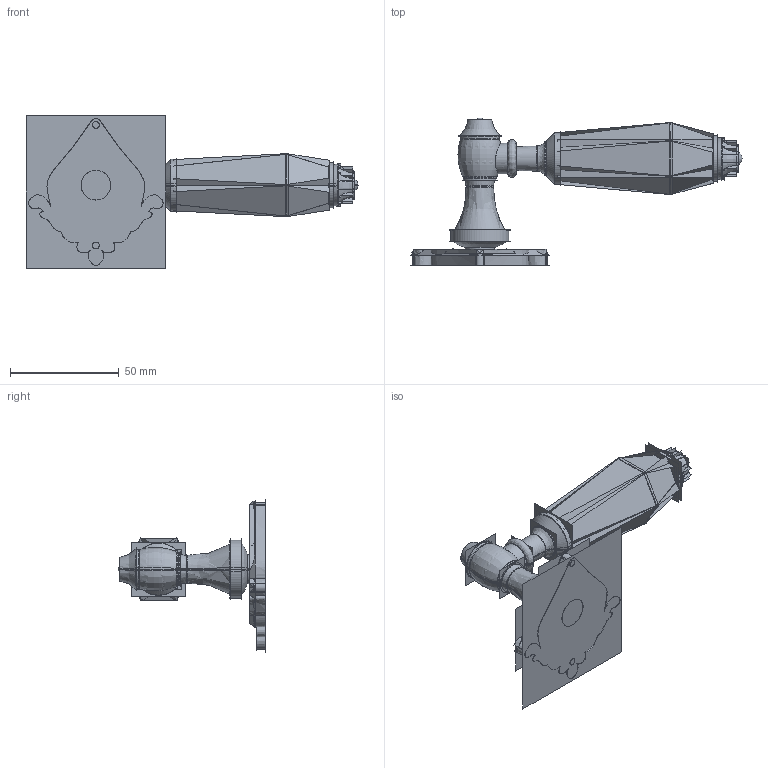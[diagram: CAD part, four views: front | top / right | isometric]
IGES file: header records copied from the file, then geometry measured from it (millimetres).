
Start section:  PTC IGES file: 0053DOR-ZZ-XXXX-XX.igs
Global section: file name: 0053DOR-ZZ-XXXX-XX.igs; native system: Creo Elements/Pro by Parametric Technology Corporation; preprocessor: 2015070; author: Administrator; organization: Unknown; date: 20200901.091354; units: inch
Bounding box: 152.45 x 67.91 x 70.05 mm (x, y, z)
Volume: 63502 mm3; surface area: 107920.8 mm2
Topology: 4 solids, 4 shells, 430 faces, 2140 edges, 2687 vertices
Faces by surface type: revolution 192, bspline 162, extrusion 76
